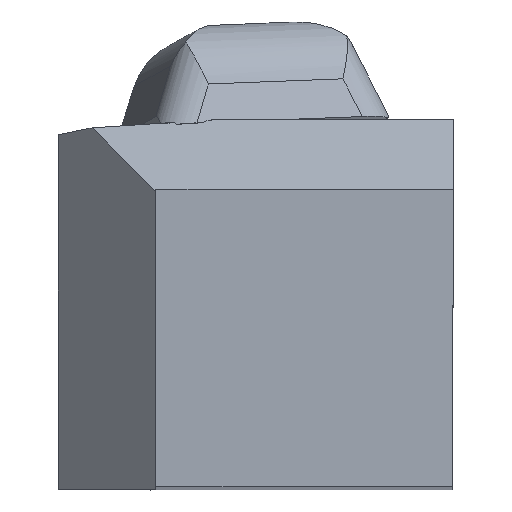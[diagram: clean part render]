
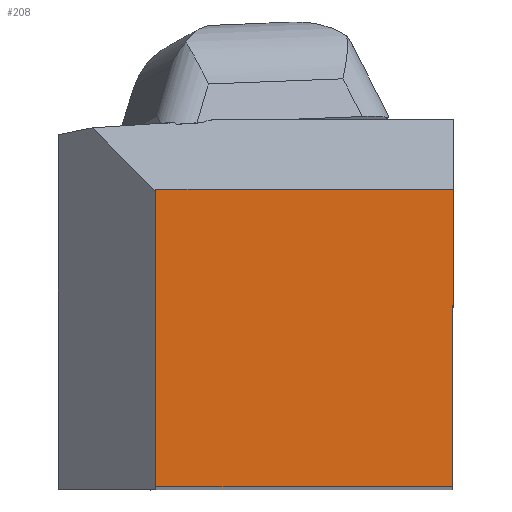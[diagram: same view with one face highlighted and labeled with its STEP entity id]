
A CAD part, top view. The second image highlights one B-rep face of the part: STEP entity #208.
In plain terms, the highlighted planar face has unit normal (0, 0, 1).
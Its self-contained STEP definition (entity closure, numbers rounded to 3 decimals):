
#143=FACE_OUTER_BOUND('',#603,.T.);
#208=ADVANCED_FACE('BLANK_BOXF006',(#143),#267,.F.);
#267=PLANE('',#1441);
#352=LINE('',#2079,#486);
#353=LINE('',#2082,#487);
#354=LINE('',#2084,#488);
#355=LINE('',#2086,#489);
#486=VECTOR('',#1648,1.);
#487=VECTOR('',#1649,1.);
#488=VECTOR('',#1650,1.);
#489=VECTOR('',#1651,1.);
#603=EDGE_LOOP('',(#754,#755,#756,#757));
#754=ORIENTED_EDGE('',*,*,#1197,.F.);
#755=ORIENTED_EDGE('',*,*,#1198,.F.);
#756=ORIENTED_EDGE('',*,*,#1199,.F.);
#757=ORIENTED_EDGE('',*,*,#1200,.F.);
#1064=VERTEX_POINT('',#2080);
#1065=VERTEX_POINT('',#2081);
#1066=VERTEX_POINT('',#2083);
#1067=VERTEX_POINT('',#2085);
#1197=EDGE_CURVE('',#1064,#1065,#352,.T.);
#1198=EDGE_CURVE('',#1066,#1064,#353,.T.);
#1199=EDGE_CURVE('',#1067,#1066,#354,.T.);
#1200=EDGE_CURVE('',#1065,#1067,#355,.T.);
#1441=AXIS2_PLACEMENT_3D('',#2087,#1652,#1653);
#1648=DIRECTION('',(0.,1.,0.));
#1649=DIRECTION('',(-1.,0.,0.));
#1650=DIRECTION('',(-0.004,-1.,0.));
#1651=DIRECTION('',(1.,0.,0.));
#1652=DIRECTION('',(0.,0.,-1.));
#1653=DIRECTION('',(-1.,0.,0.));
#2079=CARTESIAN_POINT('',(-18.923,-126.3,0.));
#2080=CARTESIAN_POINT('',(-18.923,0.,0.));
#2081=CARTESIAN_POINT('',(-18.923,18.923,0.));
#2082=CARTESIAN_POINT('',(126.3,0.,0.));
#2083=CARTESIAN_POINT('',(-0.083,0.,0.));
#2084=CARTESIAN_POINT('',(0.469,126.299,0.));
#2085=CARTESIAN_POINT('',(0.,18.923,0.));
#2086=CARTESIAN_POINT('',(-126.3,18.923,0.));
#2087=CARTESIAN_POINT('',(-33.717,-5.,0.));
